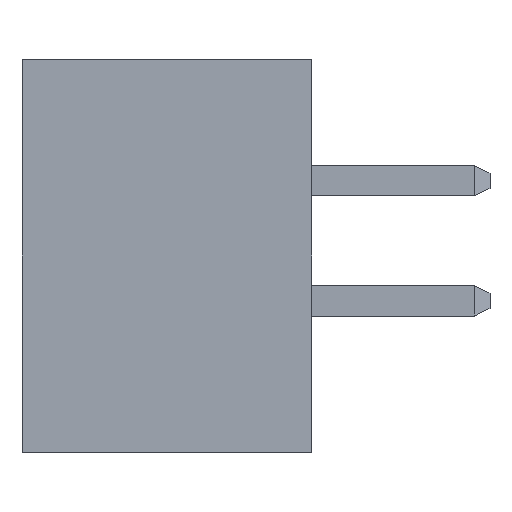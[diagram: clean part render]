
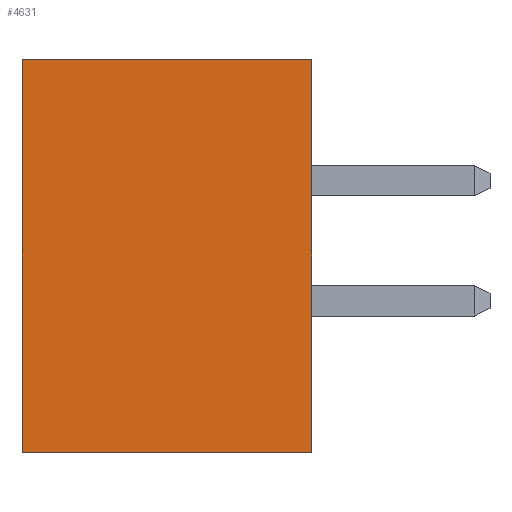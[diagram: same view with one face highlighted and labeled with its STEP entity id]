
A CAD part, left-side view. The second image highlights one B-rep face of the part: STEP entity #4631.
In plain terms, the highlighted planar face has unit normal (-1, 0, 0).
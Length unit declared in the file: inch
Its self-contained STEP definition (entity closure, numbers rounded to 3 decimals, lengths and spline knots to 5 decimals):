
#1091=ORIENTED_EDGE('',*,*,#1871,.F.);
#1092=ORIENTED_EDGE('',*,*,#1870,.F.);
#1093=ORIENTED_EDGE('',*,*,#1854,.T.);
#1094=ORIENTED_EDGE('',*,*,#1844,.T.);
#1844=EDGE_CURVE('',#2247,#2261,#2859,.T.);
#1854=EDGE_CURVE('',#2271,#2247,#2869,.T.);
#1870=EDGE_CURVE('',#2271,#2281,#2885,.T.);
#1871=EDGE_CURVE('',#2281,#2261,#2886,.T.);
#2247=VERTEX_POINT('',#7209);
#2261=VERTEX_POINT('',#7236);
#2271=VERTEX_POINT('',#7260);
#2281=VERTEX_POINT('',#7289);
#2859=LINE('',#7237,#3484);
#2869=LINE('',#7259,#3494);
#2885=LINE('',#7291,#3510);
#2886=LINE('',#7293,#3511);
#3484=VECTOR('',#5971,39.37008);
#3494=VECTOR('',#5987,39.37008);
#3510=VECTOR('',#6013,39.37008);
#3511=VECTOR('',#6016,39.37008);
#3804=EDGE_LOOP('',(#1091,#1092,#1093,#1094));
#4097=FACE_BOUND('',#3804,.T.);
#4374=PLANE('',#4928);
#4631=ADVANCED_FACE('',(#4097),#4374,.T.);
#4928=AXIS2_PLACEMENT_3D('',#7292,#6014,#6015);
#5971=DIRECTION('',(0.,1.,0.));
#5987=DIRECTION('',(0.,0.,1.));
#6013=DIRECTION('',(0.,1.,0.));
#6014=DIRECTION('',(-1.,0.,0.));
#6015=DIRECTION('',(0.,0.,1.));
#6016=DIRECTION('',(0.,0.,1.));
#7209=CARTESIAN_POINT('',(-0.24375,0.,0.1187));
#7236=CARTESIAN_POINT('',(-0.24375,0.19,0.1187));
#7237=CARTESIAN_POINT('',(-0.24375,0.,0.1187));
#7259=CARTESIAN_POINT('',(-0.24375,0.,-0.1387));
#7260=CARTESIAN_POINT('',(-0.24375,0.,-0.1387));
#7289=CARTESIAN_POINT('',(-0.24375,0.19,-0.1387));
#7291=CARTESIAN_POINT('',(-0.24375,0.,-0.1387));
#7292=CARTESIAN_POINT('',(-0.24375,0.,-0.1387));
#7293=CARTESIAN_POINT('',(-0.24375,0.19,-0.1387));
